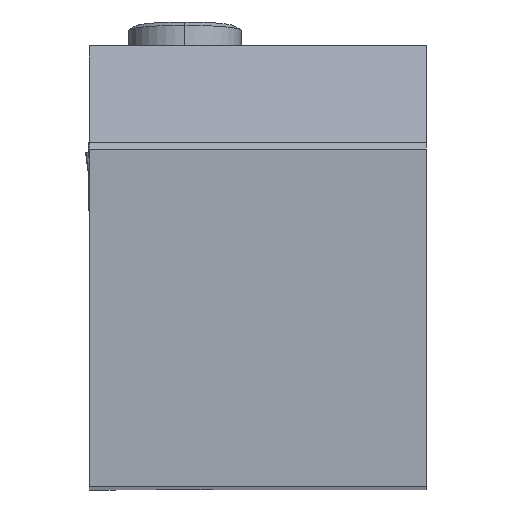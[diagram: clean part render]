
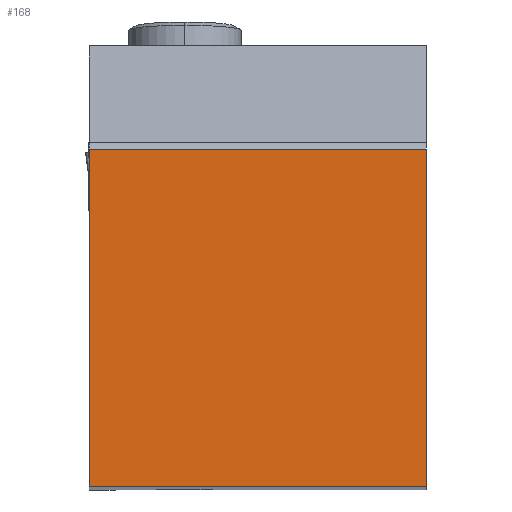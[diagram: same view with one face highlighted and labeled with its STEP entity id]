
A CAD part, top view. The second image highlights one B-rep face of the part: STEP entity #168.
In plain terms, the highlighted planar face has unit normal (0, 0, 1).
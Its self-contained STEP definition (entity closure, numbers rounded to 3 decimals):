
#168=ADVANCED_FACE('',(#299),#229,.T.);
#229=PLANE('',#2005);
#299=FACE_OUTER_BOUND('',#392,.T.);
#392=EDGE_LOOP('',(#764,#765,#766,#767));
#764=ORIENTED_EDGE('',*,*,#1270,.F.);
#765=ORIENTED_EDGE('',*,*,#1216,.T.);
#766=ORIENTED_EDGE('',*,*,#1267,.T.);
#767=ORIENTED_EDGE('',*,*,#1271,.T.);
#1015=VERTEX_POINT('',#3333);
#1016=VERTEX_POINT('',#3335);
#1050=VERTEX_POINT('',#3555);
#1053=VERTEX_POINT('',#3563);
#1216=EDGE_CURVE('',#1016,#1015,#1611,.T.);
#1267=EDGE_CURVE('',#1015,#1050,#1642,.T.);
#1270=EDGE_CURVE('',#1016,#1053,#1643,.T.);
#1271=EDGE_CURVE('',#1050,#1053,#1644,.T.);
#1611=LINE('',#3334,#1758);
#1642=LINE('',#3556,#1789);
#1643=LINE('',#3562,#1790);
#1644=LINE('',#3564,#1791);
#1758=VECTOR('',#2298,1.);
#1789=VECTOR('',#2373,1.);
#1790=VECTOR('',#2380,1.);
#1791=VECTOR('',#2381,1.);
#2005=AXIS2_PLACEMENT_3D('',#3565,#2382,#2383);
#2298=DIRECTION('',(0.,-1.,0.));
#2373=DIRECTION('',(1.,0.,0.));
#2380=DIRECTION('',(1.,0.,0.));
#2381=DIRECTION('',(0.,1.,0.));
#2382=DIRECTION('',(0.,0.,1.));
#2383=DIRECTION('',(1.,0.,0.));
#3333=CARTESIAN_POINT('',(-25.4,0.,0.));
#3334=CARTESIAN_POINT('',(-25.4,25.4,0.));
#3335=CARTESIAN_POINT('',(-25.4,25.4,0.));
#3555=CARTESIAN_POINT('',(0.,0.,0.));
#3556=CARTESIAN_POINT('',(-25.4,0.,0.));
#3562=CARTESIAN_POINT('',(-25.4,25.4,0.));
#3563=CARTESIAN_POINT('',(0.,25.4,0.));
#3564=CARTESIAN_POINT('',(0.,0.,0.));
#3565=CARTESIAN_POINT('',(-12.7,12.7,0.));
